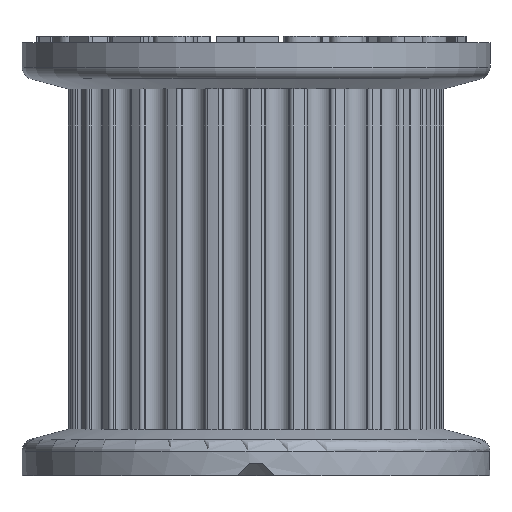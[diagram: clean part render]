
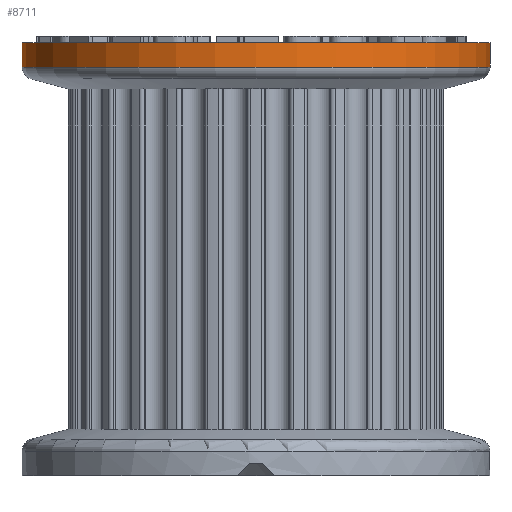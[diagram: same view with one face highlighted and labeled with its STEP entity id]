
A CAD part, front view. The second image highlights one B-rep face of the part: STEP entity #8711.
In plain terms, the highlighted cylindrical face has radius 7.565 mm (diameter 15.131 mm), a full revolution.
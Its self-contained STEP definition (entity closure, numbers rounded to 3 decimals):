
#299=CYLINDRICAL_SURFACE('',#9737,7.565);
#1154=CIRCLE('',#8961,7.565);
#1630=CIRCLE('',#9738,7.565);
#3226=ORIENTED_EDGE('',*,*,#5299,.T.);
#3227=ORIENTED_EDGE('',*,*,#4491,.T.);
#4491=EDGE_CURVE('',#5844,#5844,#1154,.T.);
#5299=EDGE_CURVE('',#6361,#6361,#1630,.F.);
#5844=VERTEX_POINT('',#13125);
#6361=VERTEX_POINT('',#15084);
#7332=EDGE_LOOP('',(#3226));
#7333=EDGE_LOOP('',(#3227));
#7913=FACE_BOUND('',#7332,.T.);
#7914=FACE_BOUND('',#7333,.T.);
#8711=ADVANCED_FACE('',(#7913,#7914),#299,.T.);
#8961=AXIS2_PLACEMENT_3D('',#13124,#9944,#9945);
#9737=AXIS2_PLACEMENT_3D('',#15082,#11736,#11737);
#9738=AXIS2_PLACEMENT_3D('',#15083,#11738,#11739);
#9944=DIRECTION('',(0.,0.,-1.));
#9945=DIRECTION('',(1.,0.,0.));
#11736=DIRECTION('',(0.,0.,-1.));
#11737=DIRECTION('',(1.,0.,0.));
#11738=DIRECTION('',(0.,0.,-1.));
#11739=DIRECTION('',(-1.,0.,0.));
#13124=CARTESIAN_POINT('',(0.,0.,12.5));
#13125=CARTESIAN_POINT('',(7.565,0.,12.5));
#15082=CARTESIAN_POINT('',(0.,0.,12.5));
#15083=CARTESIAN_POINT('',(0.,0.,11.709));
#15084=CARTESIAN_POINT('',(-7.565,0.,11.709));
